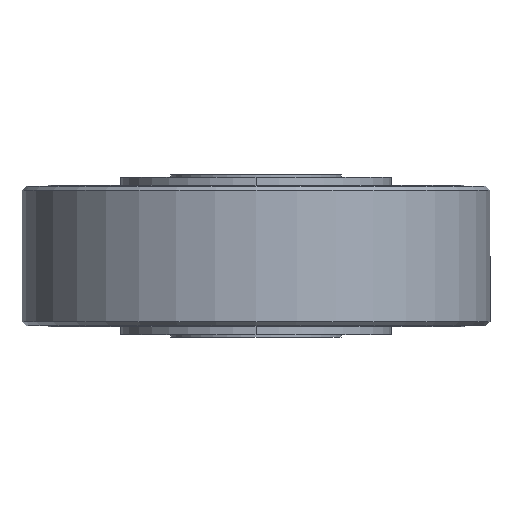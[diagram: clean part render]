
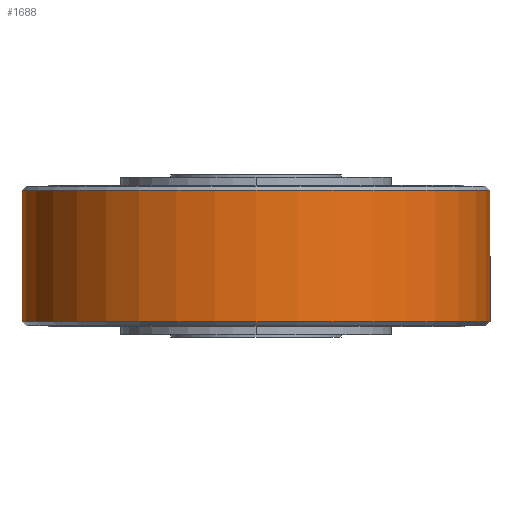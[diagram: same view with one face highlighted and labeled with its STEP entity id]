
A CAD part, left-side view. The second image highlights one B-rep face of the part: STEP entity #1688.
In plain terms, the highlighted cylindrical face has radius 112.5 mm (diameter 225 mm), a partial arc.
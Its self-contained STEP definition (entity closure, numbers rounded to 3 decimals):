
#364=CARTESIAN_POINT('',(31.5,112.5,0.0));
#365=VERTEX_POINT('',#364);
#381=CARTESIAN_POINT('',(31.5,-112.5,0.));
#382=VERTEX_POINT('',#381);
#404=CARTESIAN_POINT('',(-31.5,112.5,0.0));
#405=VERTEX_POINT('',#404);
#406=CARTESIAN_POINT('',(31.5,112.5,0.0));
#407=DIRECTION('',(-1.0,0.0,0.0));
#408=VECTOR('',#407,63.);
#409=LINE('',#406,#408);
#410=EDGE_CURVE('',#365,#405,#409,.T.);
#413=CARTESIAN_POINT('',(-31.5,-112.5,0.));
#414=VERTEX_POINT('',#413);
#415=CARTESIAN_POINT('',(31.5,-112.5,0.));
#416=DIRECTION('',(-1.0,0.0,0.0));
#417=VECTOR('',#416,63.);
#418=LINE('',#415,#417);
#419=EDGE_CURVE('',#382,#414,#418,.T.);
#1661=CARTESIAN_POINT('',(-31.5,0.0,0.0));
#1662=DIRECTION('',(1.0,0.0,0.0));
#1663=DIRECTION('',(0.0,1.0,0.0));
#1664=AXIS2_PLACEMENT_3D('',#1661,#1662,#1663);
#1665=CIRCLE('',#1664,112.5);
#1666=EDGE_CURVE('',#405,#414,#1665,.T.);
#1671=CARTESIAN_POINT('',(0.,0.0,0.0));
#1672=DIRECTION('',(1.0,0.0,0.0));
#1673=DIRECTION('',(0.0,1.0,0.0));
#1674=AXIS2_PLACEMENT_3D('',#1671,#1672,#1673);
#1675=CYLINDRICAL_SURFACE('',#1674,112.5);
#1676=ORIENTED_EDGE('',*,*,#410,.T.);
#1677=ORIENTED_EDGE('',*,*,#1666,.T.);
#1678=ORIENTED_EDGE('',*,*,#419,.F.);
#1679=CARTESIAN_POINT('',(31.5,0.0,0.0));
#1680=DIRECTION('',(1.0,0.0,0.0));
#1681=DIRECTION('',(0.0,1.0,0.0));
#1682=AXIS2_PLACEMENT_3D('',#1679,#1680,#1681);
#1683=CIRCLE('',#1682,112.5);
#1684=EDGE_CURVE('',#365,#382,#1683,.T.);
#1685=ORIENTED_EDGE('',*,*,#1684,.F.);
#1686=EDGE_LOOP('',(#1676,#1677,#1678,#1685));
#1687=FACE_OUTER_BOUND('',#1686,.T.);
#1688=ADVANCED_FACE('',(#1687),#1675,.T.);
